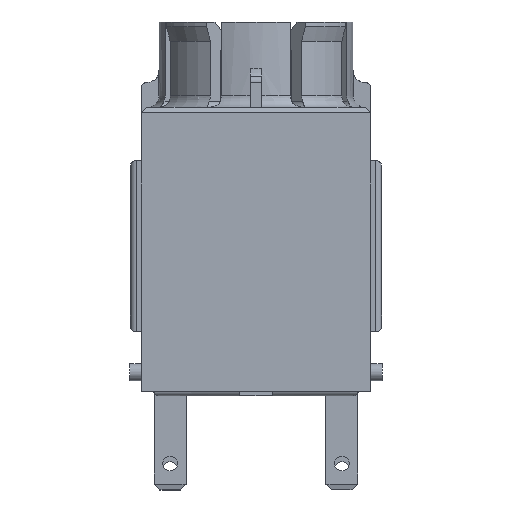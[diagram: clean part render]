
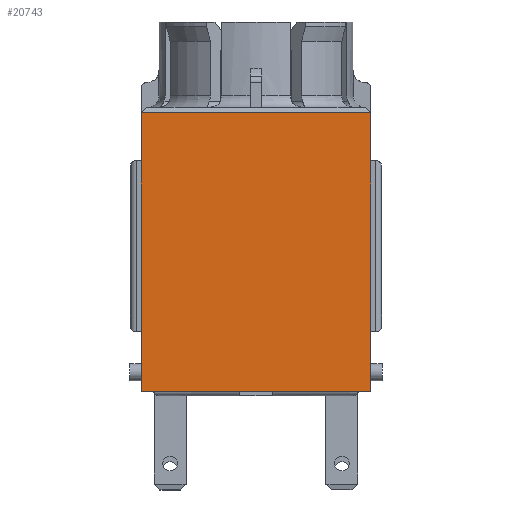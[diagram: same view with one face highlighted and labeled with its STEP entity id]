
A CAD part, front view. The second image highlights one B-rep face of the part: STEP entity #20743.
In plain terms, the highlighted planar face has unit normal (0, -1, 0).
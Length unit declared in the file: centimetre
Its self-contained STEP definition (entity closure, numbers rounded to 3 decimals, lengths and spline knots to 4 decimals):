
#635=FACE_OUTER_BOUND('',#1756,.T.);
#1756=EDGE_LOOP('',(#14899,#14900,#14901,#14902,#14903,#14904));
#3061=LINE('',#29073,#5818);
#3239=LINE('',#30521,#5996);
#3240=LINE('',#30523,#5997);
#3246=LINE('',#30546,#6003);
#3247=LINE('',#30547,#6004);
#3268=LINE('',#30656,#6025);
#5818=VECTOR('',#23596,2.02);
#5996=VECTOR('',#24156,0.169);
#5997=VECTOR('',#24157,2.281);
#6003=VECTOR('',#24181,2.281);
#6004=VECTOR('',#24182,0.169);
#6025=VECTOR('',#24261,2.02);
#8555=VERTEX_POINT('',#29070);
#8556=VERTEX_POINT('',#29072);
#8778=VERTEX_POINT('',#30511);
#8782=VERTEX_POINT('',#30522);
#8786=VERTEX_POINT('',#30535);
#8790=VERTEX_POINT('',#30544);
#10707=EDGE_CURVE('',#8556,#8555,#3061,.T.);
#11065=EDGE_CURVE('',#8778,#8556,#3239,.T.);
#11066=EDGE_CURVE('',#8782,#8778,#3240,.T.);
#11076=EDGE_CURVE('',#8786,#8790,#3246,.T.);
#11077=EDGE_CURVE('',#8555,#8786,#3247,.T.);
#11109=EDGE_CURVE('',#8782,#8790,#3268,.T.);
#14899=ORIENTED_EDGE('',*,*,#10707,.T.);
#14900=ORIENTED_EDGE('',*,*,#11077,.T.);
#14901=ORIENTED_EDGE('',*,*,#11076,.T.);
#14902=ORIENTED_EDGE('',*,*,#11109,.F.);
#14903=ORIENTED_EDGE('',*,*,#11066,.T.);
#14904=ORIENTED_EDGE('',*,*,#11065,.T.);
#19668=PLANE('',#22004);
#20743=ADVANCED_FACE('',(#635),#19668,.T.);
#22004=AXIS2_PLACEMENT_3D('',#30657,#24262,#24263);
#23596=DIRECTION('',(1.,0.,0.));
#24156=DIRECTION('',(0.,0.,-1.));
#24157=DIRECTION('',(0.,0.,-1.));
#24181=DIRECTION('',(0.,0.,1.));
#24182=DIRECTION('',(0.,0.,1.));
#24261=DIRECTION('',(1.,0.,0.));
#24262=DIRECTION('center_axis',(0.,-1.,0.));
#24263=DIRECTION('ref_axis',(0.,0.,-1.));
#29070=CARTESIAN_POINT('',(1.01,-1.105,0.04));
#29072=CARTESIAN_POINT('',(-1.01,-1.105,0.04));
#29073=CARTESIAN_POINT('',(-1.01,-1.105,0.04));
#30511=CARTESIAN_POINT('',(-1.01,-1.105,0.209));
#30521=CARTESIAN_POINT('',(-1.01,-1.105,2.39));
#30522=CARTESIAN_POINT('',(-1.01,-1.105,2.49));
#30523=CARTESIAN_POINT('',(-1.01,-1.105,2.39));
#30535=CARTESIAN_POINT('',(1.01,-1.105,0.209));
#30544=CARTESIAN_POINT('',(1.01,-1.105,2.49));
#30546=CARTESIAN_POINT('',(1.01,-1.105,2.39));
#30547=CARTESIAN_POINT('',(1.01,-1.105,2.39));
#30656=CARTESIAN_POINT('',(-0.505,-1.105,2.49));
#30657=CARTESIAN_POINT('Origin',(-1.01,-1.105,2.39));
